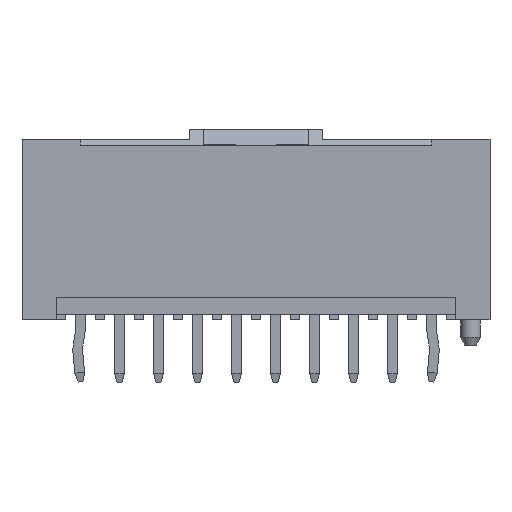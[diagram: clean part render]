
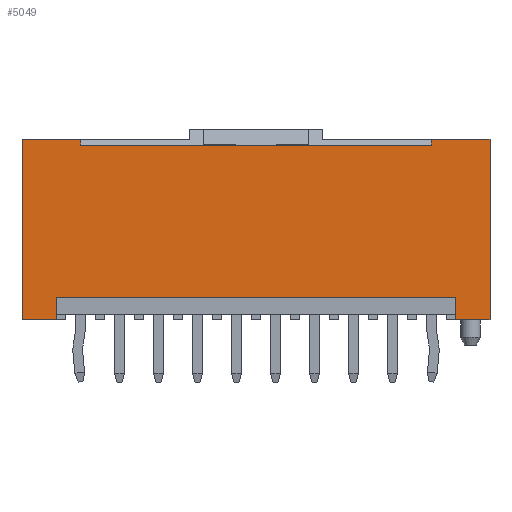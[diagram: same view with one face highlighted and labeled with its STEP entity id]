
A CAD part, front view. The second image highlights one B-rep face of the part: STEP entity #5049.
In plain terms, the highlighted planar face has unit normal (0, -1, 0).
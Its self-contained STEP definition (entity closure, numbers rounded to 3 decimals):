
#33=DIRECTION('',(0.,0.,-1.));
#34=VECTOR('',#33,9.25);
#35=CARTESIAN_POINT('',(-12.,-2.9,9.25));
#36=LINE('',#35,#34);
#453=DIRECTION('',(1.,0.,0.));
#454=VECTOR('',#453,18.);
#455=CARTESIAN_POINT('',(-9.,-2.9,8.95));
#456=LINE('',#455,#454);
#457=DIRECTION('',(0.,0.,-1.));
#458=VECTOR('',#457,0.3);
#459=CARTESIAN_POINT('',(9.,-2.9,9.25));
#460=LINE('',#459,#458);
#461=DIRECTION('',(1.,0.,0.));
#462=VECTOR('',#461,3.);
#463=CARTESIAN_POINT('',(9.,-2.9,9.25));
#464=LINE('',#463,#462);
#465=DIRECTION('',(0.,0.,-1.));
#466=VECTOR('',#465,1.15);
#467=CARTESIAN_POINT('',(10.25,-2.9,1.15));
#468=LINE('',#467,#466);
#469=DIRECTION('',(1.,0.,0.));
#470=VECTOR('',#469,20.5);
#471=CARTESIAN_POINT('',(-10.25,-2.9,1.15));
#472=LINE('',#471,#470);
#473=DIRECTION('',(0.,0.,-1.));
#474=VECTOR('',#473,1.15);
#475=CARTESIAN_POINT('',(-10.25,-2.9,1.15));
#476=LINE('',#475,#474);
#477=DIRECTION('',(1.,0.,0.));
#478=VECTOR('',#477,3.);
#479=CARTESIAN_POINT('',(-12.,-2.9,9.25));
#480=LINE('',#479,#478);
#481=DIRECTION('',(0.,0.,-1.));
#482=VECTOR('',#481,0.3);
#483=CARTESIAN_POINT('',(-9.,-2.9,9.25));
#484=LINE('',#483,#482);
#1526=DIRECTION('',(1.,0.,0.));
#1527=VECTOR('',#1526,1.75);
#1528=CARTESIAN_POINT('',(-12.,-2.9,0.));
#1529=LINE('',#1528,#1527);
#1534=DIRECTION('',(1.,0.,0.));
#1535=VECTOR('',#1534,1.75);
#1536=CARTESIAN_POINT('',(10.25,-2.9,0.));
#1537=LINE('',#1536,#1535);
#1624=DIRECTION('',(0.,0.,-1.));
#1625=VECTOR('',#1624,9.25);
#1626=CARTESIAN_POINT('',(12.,-2.9,9.25));
#1627=LINE('',#1626,#1625);
#3537=CARTESIAN_POINT('',(-12.,-2.9,9.25));
#3538=VERTEX_POINT('',#3537);
#3539=CARTESIAN_POINT('',(-12.,-2.9,0.));
#3540=VERTEX_POINT('',#3539);
#3553=CARTESIAN_POINT('',(12.,-2.9,9.25));
#3554=VERTEX_POINT('',#3553);
#3555=CARTESIAN_POINT('',(12.,-2.9,0.));
#3556=VERTEX_POINT('',#3555);
#3611=CARTESIAN_POINT('',(-10.25,-2.9,1.15));
#3612=CARTESIAN_POINT('',(-10.25,-2.9,0.));
#3613=VERTEX_POINT('',#3611);
#3614=VERTEX_POINT('',#3612);
#3615=CARTESIAN_POINT('',(10.25,-2.9,1.15));
#3616=CARTESIAN_POINT('',(10.25,-2.9,0.));
#3617=VERTEX_POINT('',#3615);
#3618=VERTEX_POINT('',#3616);
#3871=CARTESIAN_POINT('',(-9.,-2.9,8.95));
#3872=CARTESIAN_POINT('',(9.,-2.9,8.95));
#3873=VERTEX_POINT('',#3871);
#3874=VERTEX_POINT('',#3872);
#3875=CARTESIAN_POINT('',(9.,-2.9,9.25));
#3876=VERTEX_POINT('',#3875);
#3877=CARTESIAN_POINT('',(-9.,-2.9,9.25));
#3878=VERTEX_POINT('',#3877);
#5020=CARTESIAN_POINT('',(-12.,-2.9,9.25));
#5021=DIRECTION('',(0.,-1.,0.));
#5022=DIRECTION('',(0.,0.,-1.));
#5023=AXIS2_PLACEMENT_3D('',#5020,#5021,#5022);
#5024=PLANE('',#5023);
#5026=ORIENTED_EDGE('',*,*,#5025,.T.);
#5028=ORIENTED_EDGE('',*,*,#5027,.F.);
#5030=ORIENTED_EDGE('',*,*,#5029,.T.);
#5032=ORIENTED_EDGE('',*,*,#5031,.T.);
#5034=ORIENTED_EDGE('',*,*,#5033,.F.);
#5035=ORIENTED_EDGE('',*,*,#4989,.F.);
#5037=ORIENTED_EDGE('',*,*,#5036,.F.);
#5039=ORIENTED_EDGE('',*,*,#5038,.T.);
#5041=ORIENTED_EDGE('',*,*,#5040,.F.);
#5042=ORIENTED_EDGE('',*,*,#4680,.F.);
#5044=ORIENTED_EDGE('',*,*,#5043,.T.);
#5046=ORIENTED_EDGE('',*,*,#5045,.T.);
#5047=EDGE_LOOP('',(#5026,#5028,#5030,#5032,#5034,#5035,#5037,#5039,#5041,#5042,
#5044,#5046));
#5048=FACE_OUTER_BOUND('',#5047,.F.);
#5049=ADVANCED_FACE('',(#5048),#5024,.T.);
#4680=EDGE_CURVE('',#3538,#3540,#36,.T.);
#4989=EDGE_CURVE('',#3617,#3618,#468,.T.);
#5025=EDGE_CURVE('',#3873,#3874,#456,.T.);
#5027=EDGE_CURVE('',#3876,#3874,#460,.T.);
#5029=EDGE_CURVE('',#3876,#3554,#464,.T.);
#5031=EDGE_CURVE('',#3554,#3556,#1627,.T.);
#5033=EDGE_CURVE('',#3618,#3556,#1537,.T.);
#5036=EDGE_CURVE('',#3613,#3617,#472,.T.);
#5038=EDGE_CURVE('',#3613,#3614,#476,.T.);
#5040=EDGE_CURVE('',#3540,#3614,#1529,.T.);
#5043=EDGE_CURVE('',#3538,#3878,#480,.T.);
#5045=EDGE_CURVE('',#3878,#3873,#484,.T.);
